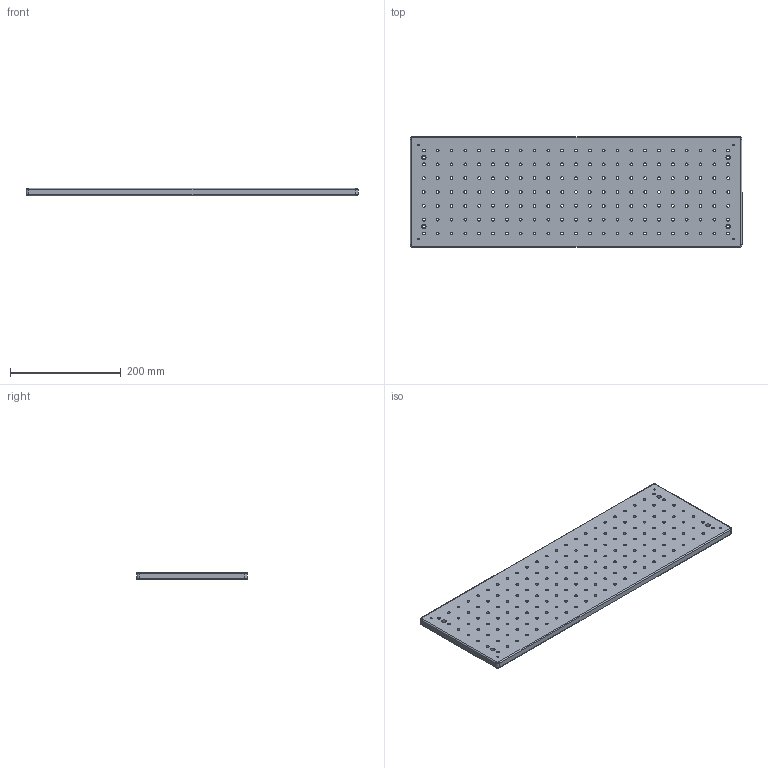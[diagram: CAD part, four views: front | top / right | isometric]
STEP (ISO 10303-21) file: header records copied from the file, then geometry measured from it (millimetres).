
FILE_DESCRIPTION (( 'STEP AP203' ), '1' );
FILE_NAME ('BR0206-1M.STEP', '2016-05-19T08:42:26', ( '' ), ( '' ), 'SwSTEP 2.0', 'SolidWorks 2016', '' );
FILE_SCHEMA (( 'CONFIG_CONTROL_DESIGN' ));
Length unit declared in the file: millimetre
Products named in the file (1): BR0206-1M
Bounding box: 600 x 200 x 13 mm (x, y, z)
Volume: 1513801.3 mm3; surface area: 285806.5 mm2
Topology: 1 solids, 1 shells, 376 faces, 1094 edges, 724 vertices
Faces by surface type: cylinder 358, plane 10, torus 8
Entity records: 13607 total; most frequent: DIRECTION 2572, CARTESIAN_POINT 2195, ORIENTED_EDGE 2188, AXIS2_PLACEMENT_3D 1101, EDGE_CURVE 1094, VERTEX_POINT 724, CIRCLE 724, EDGE_LOOP 718
